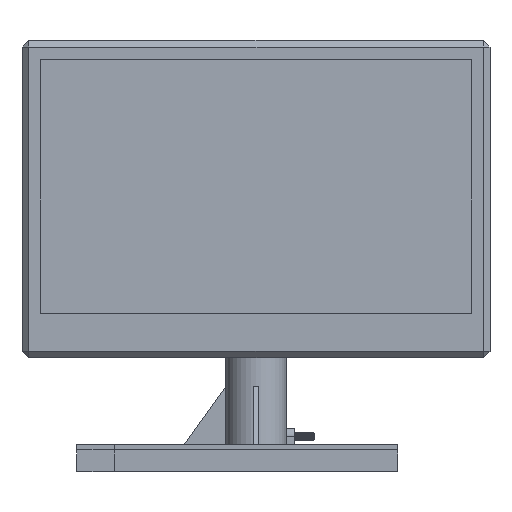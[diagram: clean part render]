
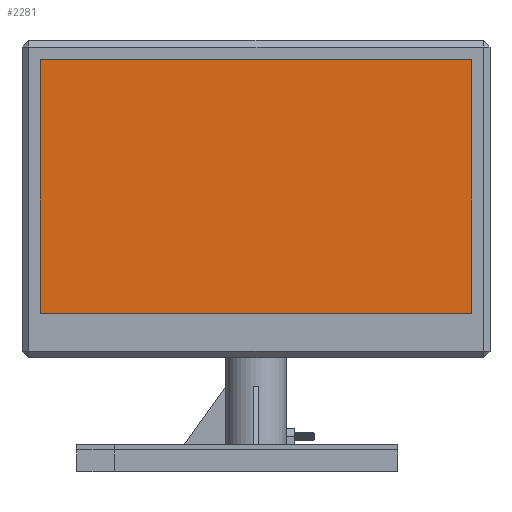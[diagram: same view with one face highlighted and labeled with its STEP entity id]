
A CAD part, front view. The second image highlights one B-rep face of the part: STEP entity #2281.
In plain terms, the highlighted planar face has unit normal (0, -1, 0).
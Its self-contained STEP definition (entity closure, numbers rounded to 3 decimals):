
#1937 = VERTEX_POINT('',#1938);
#1938 = CARTESIAN_POINT('',(129.08,-37.,83.513));
#1944 = EDGE_CURVE('',#1937,#1945,#1947,.T.);
#1945 = VERTEX_POINT('',#1946);
#1946 = CARTESIAN_POINT('',(-129.08,-37.,83.513));
#1947 = LINE('',#1948,#1949);
#1948 = CARTESIAN_POINT('',(129.08,-37.,83.513));
#1949 = VECTOR('',#1950,1.);
#1950 = DIRECTION('',(-1.,0.,0.));
#1968 = VERTEX_POINT('',#1969);
#1969 = CARTESIAN_POINT('',(129.08,-37.,-68.304));
#1975 = EDGE_CURVE('',#1968,#1937,#1976,.T.);
#1976 = LINE('',#1977,#1978);
#1977 = CARTESIAN_POINT('',(129.08,-37.,-68.304));
#1978 = VECTOR('',#1979,1.);
#1979 = DIRECTION('',(0.,0.,1.));
#1992 = VERTEX_POINT('',#1993);
#1993 = CARTESIAN_POINT('',(-129.08,-37.,-68.304));
#1999 = EDGE_CURVE('',#1992,#1968,#2000,.T.);
#2000 = LINE('',#2001,#2002);
#2001 = CARTESIAN_POINT('',(-129.08,-37.,-68.304));
#2002 = VECTOR('',#2003,1.);
#2003 = DIRECTION('',(1.,0.,0.));
#2016 = EDGE_CURVE('',#1945,#1992,#2017,.T.);
#2017 = LINE('',#2018,#2019);
#2018 = CARTESIAN_POINT('',(-129.08,-37.,83.513));
#2019 = VECTOR('',#2020,1.);
#2020 = DIRECTION('',(0.,0.,-1.));
#2281 = ADVANCED_FACE('',(#2282),#2288,.F.);
#2282 = FACE_BOUND('',#2283,.T.);
#2283 = EDGE_LOOP('',(#2284,#2285,#2286,#2287));
#2284 = ORIENTED_EDGE('',*,*,#2016,.T.);
#2285 = ORIENTED_EDGE('',*,*,#1999,.T.);
#2286 = ORIENTED_EDGE('',*,*,#1975,.T.);
#2287 = ORIENTED_EDGE('',*,*,#1944,.T.);
#2288 = PLANE('',#2289);
#2289 = AXIS2_PLACEMENT_3D('',#2290,#2291,#2292);
#2290 = CARTESIAN_POINT('',(0.,-37.,7.605));
#2291 = DIRECTION('',(0.,1.,0.));
#2292 = DIRECTION('',(0.,0.,1.));
